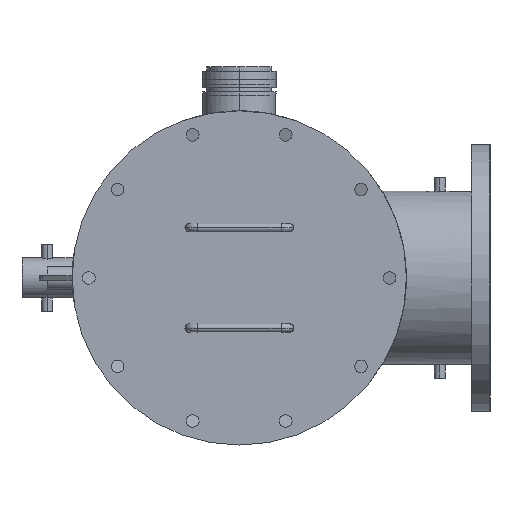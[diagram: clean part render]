
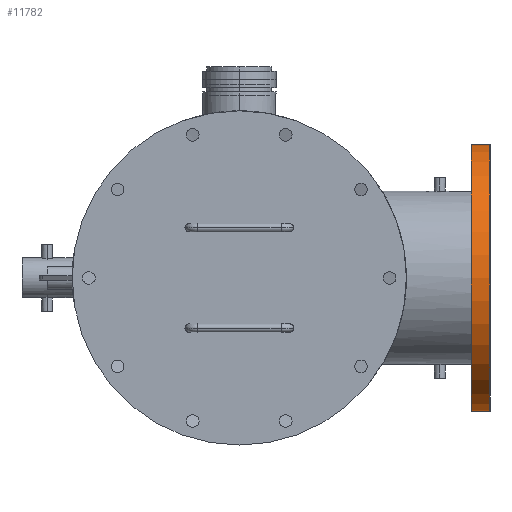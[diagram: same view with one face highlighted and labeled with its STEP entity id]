
A CAD part, left-side view. The second image highlights one B-rep face of the part: STEP entity #11782.
In plain terms, the highlighted cylindrical face has radius 203.2 mm (diameter 406.4 mm), a partial arc.
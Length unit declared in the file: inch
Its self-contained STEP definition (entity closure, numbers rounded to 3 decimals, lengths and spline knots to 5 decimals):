
#334 = EDGE_LOOP ( 'NONE', ( #1134, #8398, #5820, #7086 ) ) ;
#505 = DIRECTION ( 'NONE',  ( 0., -1., 0. ) ) ;
#1087 = CARTESIAN_POINT ( 'NONE',  ( 13., -13.88, -8. ) ) ;
#1134 = ORIENTED_EDGE ( 'NONE', *, *, #3023, .F. ) ;
#1154 = EDGE_CURVE ( 'NONE', #10603, #6626, #5682, .T. ) ;
#1457 = DIRECTION ( 'NONE',  ( 0., -1., 0. ) ) ;
#2331 = CARTESIAN_POINT ( 'NONE',  ( 13., -13.88, 0. ) ) ;
#2416 = DIRECTION ( 'NONE',  ( 0., -1., 0. ) ) ;
#2498 = FACE_OUTER_BOUND ( 'NONE', #334, .T. ) ;
#2677 = LINE ( 'NONE', #8474, #4346 ) ;
#2764 = AXIS2_PLACEMENT_3D ( 'NONE', #9256, #1457, #8350 ) ;
#2919 = DIRECTION ( 'NONE',  ( 0., -1., 0. ) ) ;
#3023 = EDGE_CURVE ( 'NONE', #5397, #10603, #2677, .T. ) ;
#3856 = VERTEX_POINT ( 'NONE', #5082 ) ;
#4059 = LINE ( 'NONE', #1087, #6372 ) ;
#4346 = VECTOR ( 'NONE', #12467, 39.37008 ) ;
#5082 = CARTESIAN_POINT ( 'NONE',  ( 13., -13.88, -8. ) ) ;
#5340 = CARTESIAN_POINT ( 'NONE',  ( 13., -15., -8. ) ) ;
#5344 = CARTESIAN_POINT ( 'NONE',  ( 13., -15., 0. ) ) ;
#5397 = VERTEX_POINT ( 'NONE', #6554 ) ;
#5682 = CIRCLE ( 'NONE', #11924, 8. ) ;
#5820 = ORIENTED_EDGE ( 'NONE', *, *, #7866, .T. ) ;
#6372 = VECTOR ( 'NONE', #2919, 39.37008 ) ;
#6554 = CARTESIAN_POINT ( 'NONE',  ( 13., -13.88, 8. ) ) ;
#6626 = VERTEX_POINT ( 'NONE', #5340 ) ;
#6706 = CARTESIAN_POINT ( 'NONE',  ( 13., -15., 8. ) ) ;
#6977 = CYLINDRICAL_SURFACE ( 'NONE', #2764, 8. ) ;
#7086 = ORIENTED_EDGE ( 'NONE', *, *, #1154, .F. ) ;
#7338 = DIRECTION ( 'NONE',  ( 0., 0., -1. ) ) ;
#7866 = EDGE_CURVE ( 'NONE', #3856, #6626, #4059, .T. ) ;
#8350 = DIRECTION ( 'NONE',  ( 0., 0., -1. ) ) ;
#8398 = ORIENTED_EDGE ( 'NONE', *, *, #10718, .T. ) ;
#8474 = CARTESIAN_POINT ( 'NONE',  ( 13., -13.88, 8. ) ) ;
#9256 = CARTESIAN_POINT ( 'NONE',  ( 13., -13.88, 0. ) ) ;
#10603 = VERTEX_POINT ( 'NONE', #6706 ) ;
#10718 = EDGE_CURVE ( 'NONE', #5397, #3856, #12374, .T. ) ;
#11311 = DIRECTION ( 'NONE',  ( 0., 0., -1. ) ) ;
#11782 = ADVANCED_FACE ( 'NONE', ( #2498 ), #6977, .T. ) ;
#11924 = AXIS2_PLACEMENT_3D ( 'NONE', #5344, #505, #11311 ) ;
#12374 = CIRCLE ( 'NONE', #12599, 8. ) ;
#12467 = DIRECTION ( 'NONE',  ( 0., -1., 0. ) ) ;
#12599 = AXIS2_PLACEMENT_3D ( 'NONE', #2331, #2416, #7338 ) ;
